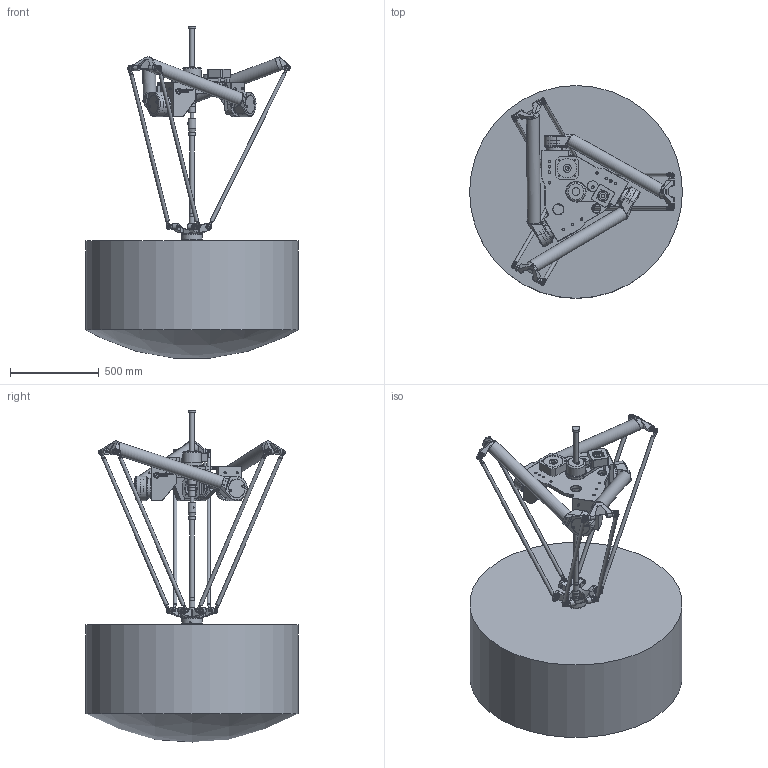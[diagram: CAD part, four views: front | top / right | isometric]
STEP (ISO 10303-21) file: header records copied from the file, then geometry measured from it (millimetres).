
FILE_DESCRIPTION(/* description */ (''),/* implementation_level */ '2;1');
FILE_NAME(/* name */ '3D-model_A_01001-0-TS1.stp',/* time_stamp */ '2022-03-03T14:19:34+01:00',/* author */ ('michael.schutter'),/* organization */ ('Majatronic'),/* preprocessor_version */ 'ST-DEVELOPER v16.5',/* originating_system */ 'Autodesk Inventor 2017',/* authorisation */ '');
FILE_SCHEMA (('AUTOMOTIVE_DESIGN { 1 0 10303 214 3 1 1 }'));
Products named in the file (13): A_01001-0-TS1_DUMMY; MT_BGR00100206; MT_WST00100416; MT_WST00067065MT_WST; MT_WST00068725MT_WST; MT_WST00068730MT_WST; MT_WST00100414; MT_WST00068733MT_WST; MT_WST00068734MT_WST; MT_WST00068922MT_WST; MT_WST00102403 Dummy Welle; MT_WST00102408 Werkzeugträger Dummy; MT_WST00100274 Arbeitsbereich
Assembly tree (32 placements, depth 3):
  A_01001-0-TS1_DUMMY
    MT_BGR00100206
      MT_WST00100416
      MT_WST00067065MT_WST  x3
    MT_WST00068725MT_WST  x3
    MT_WST00068730MT_WST  x12
    MT_WST00100414
    MT_WST00068733MT_WST
    MT_WST00068734MT_WST
    MT_WST00068922MT_WST  x6
    MT_WST00102403 Dummy Welle
    MT_WST00102408 Werkzeugträger Dummy
    MT_WST00100274 Arbeitsbereich
Bounding box: 1200 x 1200 x 1872.61 mm (x, y, z)
Volume: 686915434 mm3; surface area: 6817557.8 mm2
Topology: 32 solids, 34 shells, 3469 faces, 8289 edges, 5229 vertices
Faces by surface type: plane 1861, cylinder 928, cone 365, bspline 242, torus 68, sphere 5
Full cylindrical faces by diameter (mm): 4.134 x11, 4.917 x25, 5.8 x1, 6 x7, 6.647 x4, 7 x3, 7.6 x12, 8 x36, 10 x38, 11 x3, 12 x37, 13.835 x9, 14 x29, 15 x24, 16 x2, 18 x31, 19 x4, 20 x8, 22 x1, 24 x4, 24.5 x2, 25 x2, 26 x3, 28 x1, 30.6 x1, 33 x13, 35 x1, 36 x2, 40 x4, 42 x1
Entity records: 71438 total; most frequent: CARTESIAN_POINT 22113, DIRECTION 9612, ORIENTED_EDGE 9600, EDGE_CURVE 4798, AXIS2_PLACEMENT_3D 3362, VERTEX_POINT 3224, LINE 2888, VECTOR 2888
